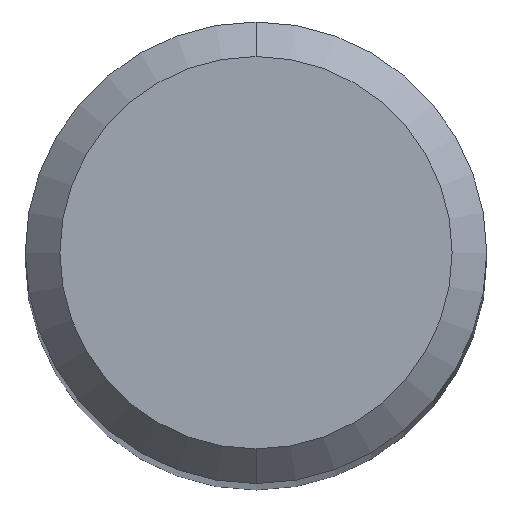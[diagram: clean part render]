
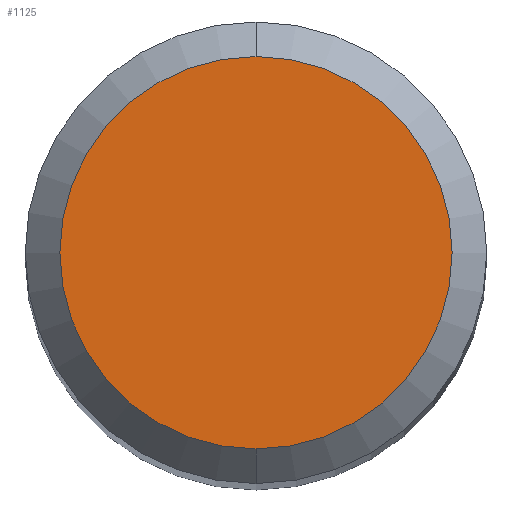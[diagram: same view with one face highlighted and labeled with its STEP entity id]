
A CAD part, top view. The second image highlights one B-rep face of the part: STEP entity #1125.
In plain terms, the highlighted planar face has unit normal (0, 0, 1).
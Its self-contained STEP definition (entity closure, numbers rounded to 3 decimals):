
#727=EDGE_CURVE('',#1021,#1257,#1716,.T.);
#1021=VERTEX_POINT('',#2044);
#1073=EDGE_CURVE('',#1257,#1021,#2103,.T.);
#1125=ADVANCED_FACE('',(#2161),#2162,.T.);
#1257=VERTEX_POINT('',#2300);
#1716=CIRCLE('',#3448,1.7);
#2044=CARTESIAN_POINT('',(0.0,1.7,0.0));
#2103=CIRCLE('',#4727,1.7);
#2161=FACE_OUTER_BOUND('',#4861,.T.);
#2162=PLANE('',#4862);
#2300=CARTESIAN_POINT('',(0.,-1.7,0.0));
#3448=AXIS2_PLACEMENT_3D('',#6435,#6436,#6437);
#4727=AXIS2_PLACEMENT_3D('',#6888,#6889,#6890);
#4861=EDGE_LOOP('',(#6977,#6978));
#4862=AXIS2_PLACEMENT_3D('',#6979,#6980,#6981);
#6435=CARTESIAN_POINT('',(0.0,0.0,0.0));
#6436=DIRECTION('',(0.0,0.0,-1.0));
#6437=DIRECTION('',(0.0,1.0,0.0));
#6888=CARTESIAN_POINT('',(0.0,0.0,0.0));
#6889=DIRECTION('',(0.0,0.0,-1.0));
#6890=DIRECTION('',(0.0,1.0,0.0));
#6977=ORIENTED_EDGE('',*,*,#727,.F.);
#6978=ORIENTED_EDGE('',*,*,#1073,.F.);
#6979=CARTESIAN_POINT('',(0.0,0.85,0.0));
#6980=DIRECTION('',(-0.0,0.0,1.0));
#6981=DIRECTION('',(0.0,-1.0,0.0));
